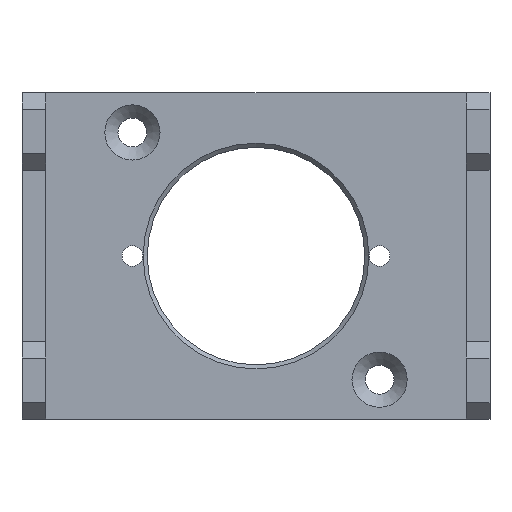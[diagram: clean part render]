
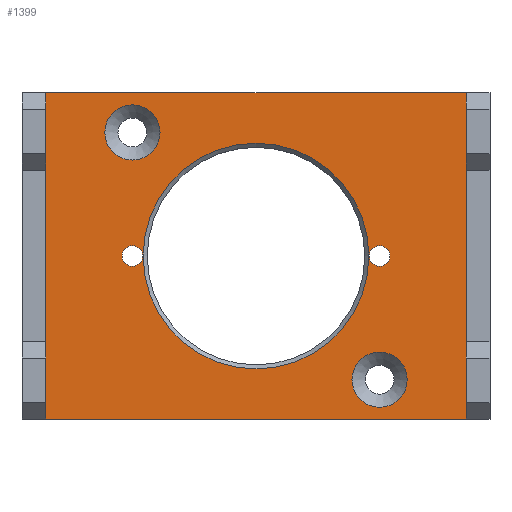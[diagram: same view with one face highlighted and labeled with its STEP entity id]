
A CAD part, top view. The second image highlights one B-rep face of the part: STEP entity #1399.
In plain terms, the highlighted planar face has unit normal (0, 0, 1).
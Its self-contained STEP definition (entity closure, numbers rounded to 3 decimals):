
#44=FACE_BOUND('',#210,.T.);
#45=FACE_BOUND('',#211,.T.);
#46=FACE_BOUND('',#212,.T.);
#47=FACE_BOUND('',#213,.T.);
#48=FACE_BOUND('',#214,.T.);
#70=CIRCLE('',#1499,13.7);
#74=CIRCLE('',#1505,3.35);
#75=CIRCLE('',#1506,3.35);
#76=CIRCLE('',#1507,3.35);
#77=CIRCLE('',#1508,3.35);
#78=CIRCLE('',#1509,1.25);
#79=CIRCLE('',#1510,1.25);
#80=CIRCLE('',#1511,1.25);
#81=CIRCLE('',#1512,1.25);
#132=FACE_OUTER_BOUND('',#209,.T.);
#209=EDGE_LOOP('',(#1033,#1034,#1035,#1036));
#210=EDGE_LOOP('',(#1037,#1038));
#211=EDGE_LOOP('',(#1039,#1040));
#212=EDGE_LOOP('',(#1041,#1042));
#213=EDGE_LOOP('',(#1043,#1044));
#214=EDGE_LOOP('',(#1045));
#348=LINE('',#2156,#499);
#352=LINE('',#2172,#503);
#353=LINE('',#2174,#504);
#354=LINE('',#2175,#505);
#499=VECTOR('',#1714,10.);
#503=VECTOR('',#1732,10.);
#504=VECTOR('',#1733,10.);
#505=VECTOR('',#1734,10.);
#644=VERTEX_POINT('',#2153);
#645=VERTEX_POINT('',#2155);
#646=VERTEX_POINT('',#2159);
#650=VERTEX_POINT('',#2171);
#651=VERTEX_POINT('',#2173);
#652=VERTEX_POINT('',#2176);
#653=VERTEX_POINT('',#2177);
#654=VERTEX_POINT('',#2180);
#655=VERTEX_POINT('',#2181);
#656=VERTEX_POINT('',#2184);
#657=VERTEX_POINT('',#2185);
#658=VERTEX_POINT('',#2188);
#659=VERTEX_POINT('',#2189);
#795=EDGE_CURVE('',#645,#644,#348,.T.);
#797=EDGE_CURVE('',#646,#646,#70,.T.);
#803=EDGE_CURVE('',#644,#650,#352,.T.);
#804=EDGE_CURVE('',#650,#651,#353,.T.);
#805=EDGE_CURVE('',#651,#645,#354,.T.);
#806=EDGE_CURVE('',#652,#653,#74,.T.);
#807=EDGE_CURVE('',#653,#652,#75,.T.);
#808=EDGE_CURVE('',#654,#655,#76,.T.);
#809=EDGE_CURVE('',#655,#654,#77,.T.);
#810=EDGE_CURVE('',#656,#657,#78,.T.);
#811=EDGE_CURVE('',#657,#656,#79,.T.);
#812=EDGE_CURVE('',#658,#659,#80,.T.);
#813=EDGE_CURVE('',#659,#658,#81,.T.);
#1033=ORIENTED_EDGE('',*,*,#803,.T.);
#1034=ORIENTED_EDGE('',*,*,#804,.T.);
#1035=ORIENTED_EDGE('',*,*,#805,.T.);
#1036=ORIENTED_EDGE('',*,*,#795,.T.);
#1037=ORIENTED_EDGE('',*,*,#806,.T.);
#1038=ORIENTED_EDGE('',*,*,#807,.T.);
#1039=ORIENTED_EDGE('',*,*,#808,.T.);
#1040=ORIENTED_EDGE('',*,*,#809,.T.);
#1041=ORIENTED_EDGE('',*,*,#810,.T.);
#1042=ORIENTED_EDGE('',*,*,#811,.T.);
#1043=ORIENTED_EDGE('',*,*,#812,.T.);
#1044=ORIENTED_EDGE('',*,*,#813,.T.);
#1045=ORIENTED_EDGE('',*,*,#797,.F.);
#1349=PLANE('',#1504);
#1399=ADVANCED_FACE('',(#132,#44,#45,#46,#47,#48),#1349,.T.);
#1499=AXIS2_PLACEMENT_3D('',#2160,#1718,#1719);
#1504=AXIS2_PLACEMENT_3D('',#2170,#1730,#1731);
#1505=AXIS2_PLACEMENT_3D('',#2178,#1735,#1736);
#1506=AXIS2_PLACEMENT_3D('',#2179,#1737,#1738);
#1507=AXIS2_PLACEMENT_3D('',#2182,#1739,#1740);
#1508=AXIS2_PLACEMENT_3D('',#2183,#1741,#1742);
#1509=AXIS2_PLACEMENT_3D('',#2186,#1743,#1744);
#1510=AXIS2_PLACEMENT_3D('',#2187,#1745,#1746);
#1511=AXIS2_PLACEMENT_3D('',#2190,#1747,#1748);
#1512=AXIS2_PLACEMENT_3D('',#2191,#1749,#1750);
#1714=DIRECTION('',(-1.,0.,0.));
#1718=DIRECTION('center_axis',(0.,0.,1.));
#1719=DIRECTION('ref_axis',(-1.,0.,0.));
#1730=DIRECTION('center_axis',(0.,0.,1.));
#1731=DIRECTION('ref_axis',(1.,0.,0.));
#1732=DIRECTION('',(0.,-1.,0.));
#1733=DIRECTION('',(1.,0.,0.));
#1734=DIRECTION('',(0.,1.,0.));
#1735=DIRECTION('center_axis',(0.,0.,-1.));
#1736=DIRECTION('ref_axis',(1.,0.,0.));
#1737=DIRECTION('center_axis',(0.,0.,-1.));
#1738=DIRECTION('ref_axis',(1.,0.,0.));
#1739=DIRECTION('center_axis',(0.,0.,-1.));
#1740=DIRECTION('ref_axis',(1.,0.,0.));
#1741=DIRECTION('center_axis',(0.,0.,-1.));
#1742=DIRECTION('ref_axis',(1.,0.,0.));
#1743=DIRECTION('center_axis',(0.,0.,-1.));
#1744=DIRECTION('ref_axis',(1.,0.,0.));
#1745=DIRECTION('center_axis',(0.,0.,-1.));
#1746=DIRECTION('ref_axis',(1.,0.,0.));
#1747=DIRECTION('center_axis',(0.,0.,-1.));
#1748=DIRECTION('ref_axis',(1.,0.,0.));
#1749=DIRECTION('center_axis',(0.,0.,-1.));
#1750=DIRECTION('ref_axis',(1.,0.,0.));
#2153=CARTESIAN_POINT('',(-25.5,19.8,2.8));
#2155=CARTESIAN_POINT('',(25.5,19.8,2.8));
#2156=CARTESIAN_POINT('',(28.4,19.8,2.8));
#2159=CARTESIAN_POINT('',(13.7,0.,2.8));
#2160=CARTESIAN_POINT('Origin',(0.,0.,2.8));
#2170=CARTESIAN_POINT('Origin',(0.,0.,2.8));
#2171=CARTESIAN_POINT('',(-25.5,-19.8,2.8));
#2172=CARTESIAN_POINT('',(-25.5,-9.9,2.8));
#2173=CARTESIAN_POINT('',(25.5,-19.8,2.8));
#2174=CARTESIAN_POINT('',(-28.4,-19.8,2.8));
#2175=CARTESIAN_POINT('',(25.5,9.9,2.8));
#2176=CARTESIAN_POINT('',(-11.65,15.,2.8));
#2177=CARTESIAN_POINT('',(-18.35,15.,2.8));
#2178=CARTESIAN_POINT('Origin',(-15.,15.,2.8));
#2179=CARTESIAN_POINT('Origin',(-15.,15.,2.8));
#2180=CARTESIAN_POINT('',(18.35,-15.,2.8));
#2181=CARTESIAN_POINT('',(11.65,-15.,2.8));
#2182=CARTESIAN_POINT('Origin',(15.,-15.,2.8));
#2183=CARTESIAN_POINT('Origin',(15.,-15.,2.8));
#2184=CARTESIAN_POINT('',(-13.75,0.,2.8));
#2185=CARTESIAN_POINT('',(-16.25,0.,2.8));
#2186=CARTESIAN_POINT('Origin',(-15.,0.,2.8));
#2187=CARTESIAN_POINT('Origin',(-15.,0.,2.8));
#2188=CARTESIAN_POINT('',(16.25,0.,2.8));
#2189=CARTESIAN_POINT('',(13.75,0.,2.8));
#2190=CARTESIAN_POINT('Origin',(15.,0.,2.8));
#2191=CARTESIAN_POINT('Origin',(15.,0.,2.8));
